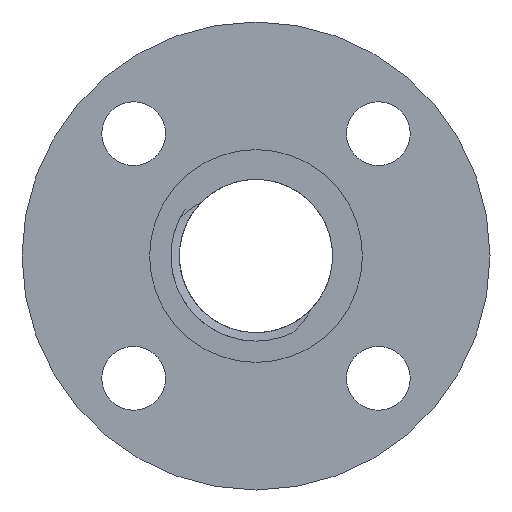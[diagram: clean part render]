
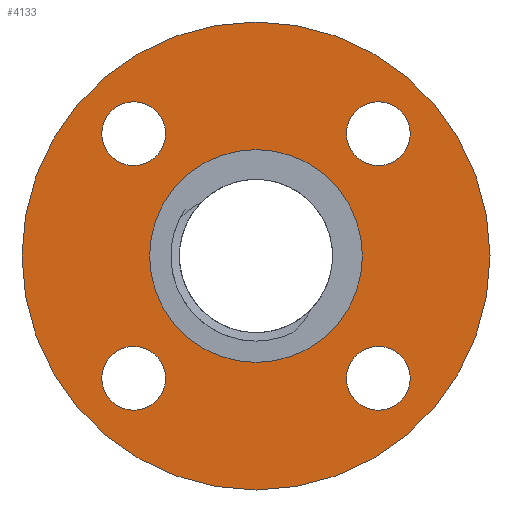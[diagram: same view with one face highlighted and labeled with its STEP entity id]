
A CAD part, front view. The second image highlights one B-rep face of the part: STEP entity #4133.
In plain terms, the highlighted planar face has unit normal (0, -1, 0).
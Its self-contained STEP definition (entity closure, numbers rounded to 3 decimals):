
#82 = DIRECTION ( 'NONE',  ( 0., 1., 0. ) ) ;
#131 = CIRCLE ( 'NONE', #1693, 5. ) ;
#289 = DIRECTION ( 'NONE',  ( 0., 1., 0. ) ) ;
#387 = EDGE_CURVE ( 'NONE', #6996, #7876, #6454, .T. ) ;
#411 = CIRCLE ( 'NONE', #717, 1.5 ) ;
#481 = CARTESIAN_POINT ( 'NONE',  ( -5.75, -2., 4.25 ) ) ;
#540 = FACE_BOUND ( 'NONE', #6694, .T. ) ;
#717 = AXIS2_PLACEMENT_3D ( 'NONE', #8502, #2335, #7745 ) ;
#837 = EDGE_LOOP ( 'NONE', ( #11162, #7605 ) ) ;
#856 = CARTESIAN_POINT ( 'NONE',  ( -5.75, -2., 5.75 ) ) ;
#869 = ORIENTED_EDGE ( 'NONE', *, *, #1713, .T. ) ;
#878 = AXIS2_PLACEMENT_3D ( 'NONE', #5492, #8997, #4471 ) ;
#1040 = CARTESIAN_POINT ( 'NONE',  ( 5.75, -2., -5.75 ) ) ;
#1054 = VERTEX_POINT ( 'NONE', #9771 ) ;
#1059 = EDGE_CURVE ( 'NONE', #8304, #9436, #4903, .T. ) ;
#1228 = EDGE_CURVE ( 'NONE', #3293, #1249, #6578, .T. ) ;
#1240 = DIRECTION ( 'NONE',  ( 0., 0., 1. ) ) ;
#1249 = VERTEX_POINT ( 'NONE', #9039 ) ;
#1293 = EDGE_CURVE ( 'NONE', #10200, #7457, #1805, .T. ) ;
#1308 = ORIENTED_EDGE ( 'NONE', *, *, #1630, .F. ) ;
#1379 = EDGE_CURVE ( 'NONE', #3282, #9533, #4199, .T. ) ;
#1499 = AXIS2_PLACEMENT_3D ( 'NONE', #1040, #7285, #1240 ) ;
#1630 = EDGE_CURVE ( 'NONE', #7876, #6996, #5149, .T. ) ;
#1693 = AXIS2_PLACEMENT_3D ( 'NONE', #8580, #11375, #6908 ) ;
#1713 = EDGE_CURVE ( 'NONE', #6888, #1054, #9078, .T. ) ;
#1805 = CIRCLE ( 'NONE', #878, 1.5 ) ;
#2021 = DIRECTION ( 'NONE',  ( 0., 1., 0. ) ) ;
#2102 = DIRECTION ( 'NONE',  ( 0., 0., 1. ) ) ;
#2114 = AXIS2_PLACEMENT_3D ( 'NONE', #856, #82, #6345 ) ;
#2206 = EDGE_CURVE ( 'NONE', #9533, #3282, #3095, .T. ) ;
#2335 = DIRECTION ( 'NONE',  ( 0., 1., 0. ) ) ;
#2474 = CARTESIAN_POINT ( 'NONE',  ( -5.75, -2., -4.25 ) ) ;
#2511 = CARTESIAN_POINT ( 'NONE',  ( 0., -2., 11. ) ) ;
#2665 = CARTESIAN_POINT ( 'NONE',  ( 5.75, -2., 7.25 ) ) ;
#2671 = DIRECTION ( 'NONE',  ( 0., 1., 0. ) ) ;
#2693 = ORIENTED_EDGE ( 'NONE', *, *, #1228, .T. ) ;
#2862 = EDGE_CURVE ( 'NONE', #1249, #3293, #411, .T. ) ;
#2921 = EDGE_LOOP ( 'NONE', ( #5263, #3630 ) ) ;
#2922 = ORIENTED_EDGE ( 'NONE', *, *, #2862, .T. ) ;
#2927 = DIRECTION ( 'NONE',  ( 0., 0., 1. ) ) ;
#2938 = AXIS2_PLACEMENT_3D ( 'NONE', #9757, #10655, #6246 ) ;
#3095 = CIRCLE ( 'NONE', #6360, 1.5 ) ;
#3282 = VERTEX_POINT ( 'NONE', #11275 ) ;
#3293 = VERTEX_POINT ( 'NONE', #481 ) ;
#3312 = CARTESIAN_POINT ( 'NONE',  ( 5.75, -2., -4.25 ) ) ;
#3418 = CARTESIAN_POINT ( 'NONE',  ( 0., -2., -5. ) ) ;
#3484 = FACE_BOUND ( 'NONE', #2921, .T. ) ;
#3537 = ORIENTED_EDGE ( 'NONE', *, *, #9059, .T. ) ;
#3630 = ORIENTED_EDGE ( 'NONE', *, *, #1379, .T. ) ;
#3767 = AXIS2_PLACEMENT_3D ( 'NONE', #6514, #289, #7449 ) ;
#4133 = ADVANCED_FACE ( 'NONE', ( #540, #3484, #9755, #7403, #5026, #5589 ), #10501, .F. ) ;
#4174 = DIRECTION ( 'NONE',  ( 0., 0., 1. ) ) ;
#4199 = CIRCLE ( 'NONE', #1499, 1.5 ) ;
#4471 = DIRECTION ( 'NONE',  ( 0., 0., 1. ) ) ;
#4805 = AXIS2_PLACEMENT_3D ( 'NONE', #6843, #7748, #4174 ) ;
#4903 = CIRCLE ( 'NONE', #9711, 5. ) ;
#5026 = FACE_BOUND ( 'NONE', #837, .T. ) ;
#5149 = CIRCLE ( 'NONE', #5777, 11. ) ;
#5263 = ORIENTED_EDGE ( 'NONE', *, *, #2206, .T. ) ;
#5492 = CARTESIAN_POINT ( 'NONE',  ( 5.75, -2., 5.75 ) ) ;
#5589 = FACE_OUTER_BOUND ( 'NONE', #5985, .T. ) ;
#5777 = AXIS2_PLACEMENT_3D ( 'NONE', #8306, #9204, #2102 ) ;
#5985 = EDGE_LOOP ( 'NONE', ( #7469, #1308 ) ) ;
#6246 = DIRECTION ( 'NONE',  ( 0., 0., 1. ) ) ;
#6345 = DIRECTION ( 'NONE',  ( 0., 0., 1. ) ) ;
#6360 = AXIS2_PLACEMENT_3D ( 'NONE', #9244, #2021, #2927 ) ;
#6454 = CIRCLE ( 'NONE', #2938, 11. ) ;
#6456 = ORIENTED_EDGE ( 'NONE', *, *, #9577, .T. ) ;
#6514 = CARTESIAN_POINT ( 'NONE',  ( -5.75, -2., -5.75 ) ) ;
#6530 = EDGE_LOOP ( 'NONE', ( #3537, #8851 ) ) ;
#6578 = CIRCLE ( 'NONE', #2114, 1.5 ) ;
#6640 = EDGE_LOOP ( 'NONE', ( #2922, #2693 ) ) ;
#6694 = EDGE_LOOP ( 'NONE', ( #869, #6456 ) ) ;
#6732 = CIRCLE ( 'NONE', #9358, 1.5 ) ;
#6843 = CARTESIAN_POINT ( 'NONE',  ( -5.75, -2., -5.75 ) ) ;
#6869 = AXIS2_PLACEMENT_3D ( 'NONE', #10536, #11475, #9530 ) ;
#6888 = VERTEX_POINT ( 'NONE', #2474 ) ;
#6908 = DIRECTION ( 'NONE',  ( 0., 0., 1. ) ) ;
#6948 = EDGE_CURVE ( 'NONE', #9436, #8304, #131, .T. ) ;
#6996 = VERTEX_POINT ( 'NONE', #9538 ) ;
#7193 = CARTESIAN_POINT ( 'NONE',  ( 0., -2., 0. ) ) ;
#7285 = DIRECTION ( 'NONE',  ( 0., 1., 0. ) ) ;
#7403 = FACE_BOUND ( 'NONE', #6640, .T. ) ;
#7449 = DIRECTION ( 'NONE',  ( 0., 0., 1. ) ) ;
#7457 = VERTEX_POINT ( 'NONE', #2665 ) ;
#7469 = ORIENTED_EDGE ( 'NONE', *, *, #387, .F. ) ;
#7605 = ORIENTED_EDGE ( 'NONE', *, *, #1059, .T. ) ;
#7610 = DIRECTION ( 'NONE',  ( 0., 1., 0. ) ) ;
#7745 = DIRECTION ( 'NONE',  ( 0., 0., 1. ) ) ;
#7748 = DIRECTION ( 'NONE',  ( 0., 1., 0. ) ) ;
#7876 = VERTEX_POINT ( 'NONE', #2511 ) ;
#8304 = VERTEX_POINT ( 'NONE', #3418 ) ;
#8306 = CARTESIAN_POINT ( 'NONE',  ( 0., -2., 0. ) ) ;
#8469 = CARTESIAN_POINT ( 'NONE',  ( 5.75, -2., 5.75 ) ) ;
#8502 = CARTESIAN_POINT ( 'NONE',  ( -5.75, -2., 5.75 ) ) ;
#8580 = CARTESIAN_POINT ( 'NONE',  ( 0., -2., 0. ) ) ;
#8783 = CARTESIAN_POINT ( 'NONE',  ( 5.75, -2., 4.25 ) ) ;
#8851 = ORIENTED_EDGE ( 'NONE', *, *, #1293, .T. ) ;
#8952 = DIRECTION ( 'NONE',  ( 0., 0., 1. ) ) ;
#8997 = DIRECTION ( 'NONE',  ( 0., 1., 0. ) ) ;
#9039 = CARTESIAN_POINT ( 'NONE',  ( -5.75, -2., 7.25 ) ) ;
#9059 = EDGE_CURVE ( 'NONE', #7457, #10200, #6732, .T. ) ;
#9078 = CIRCLE ( 'NONE', #3767, 1.5 ) ;
#9097 = CIRCLE ( 'NONE', #4805, 1.5 ) ;
#9121 = DIRECTION ( 'NONE',  ( 0., 0., 1. ) ) ;
#9204 = DIRECTION ( 'NONE',  ( 0., 1., 0. ) ) ;
#9244 = CARTESIAN_POINT ( 'NONE',  ( 5.75, -2., -5.75 ) ) ;
#9358 = AXIS2_PLACEMENT_3D ( 'NONE', #8469, #7610, #9121 ) ;
#9436 = VERTEX_POINT ( 'NONE', #10340 ) ;
#9530 = DIRECTION ( 'NONE',  ( 0., 0., 1. ) ) ;
#9533 = VERTEX_POINT ( 'NONE', #3312 ) ;
#9538 = CARTESIAN_POINT ( 'NONE',  ( 0., -2., -11. ) ) ;
#9577 = EDGE_CURVE ( 'NONE', #1054, #6888, #9097, .T. ) ;
#9711 = AXIS2_PLACEMENT_3D ( 'NONE', #7193, #2671, #8952 ) ;
#9755 = FACE_BOUND ( 'NONE', #6530, .T. ) ;
#9757 = CARTESIAN_POINT ( 'NONE',  ( 0., -2., 0. ) ) ;
#9771 = CARTESIAN_POINT ( 'NONE',  ( -5.75, -2., -7.25 ) ) ;
#10200 = VERTEX_POINT ( 'NONE', #8783 ) ;
#10340 = CARTESIAN_POINT ( 'NONE',  ( 0., -2., 5. ) ) ;
#10501 = PLANE ( 'NONE',  #6869 ) ;
#10536 = CARTESIAN_POINT ( 'NONE',  ( 0., -2., 0. ) ) ;
#10655 = DIRECTION ( 'NONE',  ( 0., 1., 0. ) ) ;
#11162 = ORIENTED_EDGE ( 'NONE', *, *, #6948, .T. ) ;
#11275 = CARTESIAN_POINT ( 'NONE',  ( 5.75, -2., -7.25 ) ) ;
#11375 = DIRECTION ( 'NONE',  ( 0., 1., 0. ) ) ;
#11475 = DIRECTION ( 'NONE',  ( 0., 1., 0. ) ) ;
